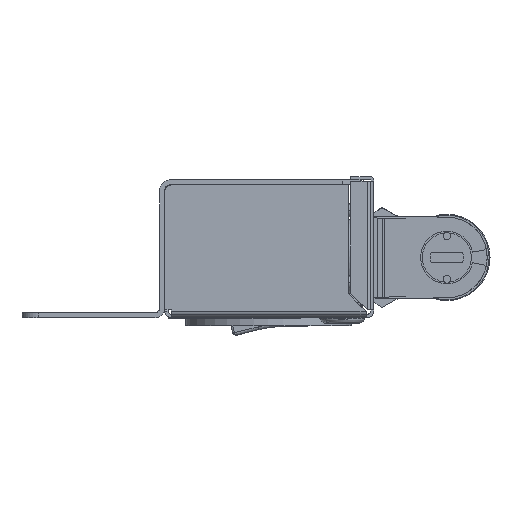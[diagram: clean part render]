
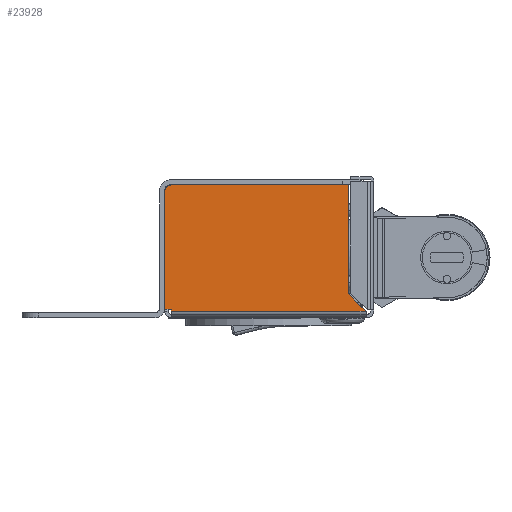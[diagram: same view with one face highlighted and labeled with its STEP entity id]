
A CAD part, left-side view. The second image highlights one B-rep face of the part: STEP entity #23928.
In plain terms, the highlighted planar face has unit normal (-1, 0, 0).
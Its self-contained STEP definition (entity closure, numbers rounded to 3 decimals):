
#1115=LINE('',#34245,#3650);
#1118=LINE('',#34251,#3653);
#1119=LINE('',#34253,#3654);
#1120=LINE('',#34255,#3655);
#1121=LINE('',#34257,#3656);
#1122=LINE('',#34259,#3657);
#1123=LINE('',#34260,#3658);
#3650=VECTOR('',#27509,53.5);
#3653=VECTOR('',#27514,35.5);
#3654=VECTOR('',#27515,2.);
#3655=VECTOR('',#27516,0.5);
#3656=VECTOR('',#27517,58.646);
#3657=VECTOR('',#27518,7.278);
#3658=VECTOR('',#27519,32.854);
#6145=PLANE('',#25278);
#7506=FACE_OUTER_BOUND('',#8821,.T.);
#8821=EDGE_LOOP('',(#16982,#16983,#16984,#16985,#16986,#16987,#16988,#16989));
#10300=CIRCLE('',#25276,2.);
#11103=VERTEX_POINT('',#34238);
#11104=VERTEX_POINT('',#34240);
#11105=VERTEX_POINT('',#34244);
#11107=VERTEX_POINT('',#34250);
#11108=VERTEX_POINT('',#34252);
#11109=VERTEX_POINT('',#34254);
#11110=VERTEX_POINT('',#34256);
#11111=VERTEX_POINT('',#34258);
#13419=EDGE_CURVE('',#11103,#11104,#10300,.T.);
#13421=EDGE_CURVE('',#11105,#11104,#1115,.T.);
#13424=EDGE_CURVE('',#11107,#11103,#1118,.T.);
#13425=EDGE_CURVE('',#11107,#11108,#1119,.T.);
#13426=EDGE_CURVE('',#11108,#11109,#1120,.T.);
#13427=EDGE_CURVE('',#11109,#11110,#1121,.T.);
#13428=EDGE_CURVE('',#11110,#11111,#1122,.T.);
#13429=EDGE_CURVE('',#11111,#11105,#1123,.T.);
#16982=ORIENTED_EDGE('',*,*,#13419,.F.);
#16983=ORIENTED_EDGE('',*,*,#13424,.F.);
#16984=ORIENTED_EDGE('',*,*,#13425,.T.);
#16985=ORIENTED_EDGE('',*,*,#13426,.T.);
#16986=ORIENTED_EDGE('',*,*,#13427,.T.);
#16987=ORIENTED_EDGE('',*,*,#13428,.T.);
#16988=ORIENTED_EDGE('',*,*,#13429,.T.);
#16989=ORIENTED_EDGE('',*,*,#13421,.T.);
#23928=ADVANCED_FACE('',(#7506),#6145,.T.);
#25276=AXIS2_PLACEMENT_3D('',#34241,#27504,#27505);
#25278=AXIS2_PLACEMENT_3D('',#34249,#27512,#27513);
#27504=DIRECTION('center_axis',(1.,0.,0.));
#27505=DIRECTION('ref_axis',(0.,0.707,0.707));
#27509=DIRECTION('',(0.,1.,0.));
#27512=DIRECTION('center_axis',(-1.,0.,0.));
#27513=DIRECTION('ref_axis',(0.,0.,1.));
#27514=DIRECTION('',(0.,0.,1.));
#27515=DIRECTION('',(0.,-1.,0.));
#27516=DIRECTION('',(0.,0.,-1.));
#27517=DIRECTION('',(0.,-1.,0.));
#27518=DIRECTION('',(0.,0.707,0.707));
#27519=DIRECTION('',(0.,0.,1.));
#34238=CARTESIAN_POINT('',(-350.,31.5,38.));
#34240=CARTESIAN_POINT('',(-350.,29.5,40.));
#34241=CARTESIAN_POINT('Origin',(-350.,29.5,38.));
#34244=CARTESIAN_POINT('',(-350.,-24.,40.));
#34245=CARTESIAN_POINT('',(-350.,30.5,40.));
#34249=CARTESIAN_POINT('Origin',(-350.,-31.5,0.));
#34250=CARTESIAN_POINT('',(-350.,31.5,2.5));
#34251=CARTESIAN_POINT('',(-350.,31.5,40.));
#34252=CARTESIAN_POINT('',(-350.,29.5,2.5));
#34253=CARTESIAN_POINT('',(-350.,-1.,2.5));
#34254=CARTESIAN_POINT('',(-350.,29.5,2.));
#34255=CARTESIAN_POINT('',(-350.,29.5,0.5));
#34256=CARTESIAN_POINT('',(-350.,-29.146,2.));
#34257=CARTESIAN_POINT('',(-350.,-15.75,2.));
#34258=CARTESIAN_POINT('',(-350.,-24.,7.146));
#34259=CARTESIAN_POINT('',(-350.,-31.235,-0.088));
#34260=CARTESIAN_POINT('',(-350.,-24.,3.573));
